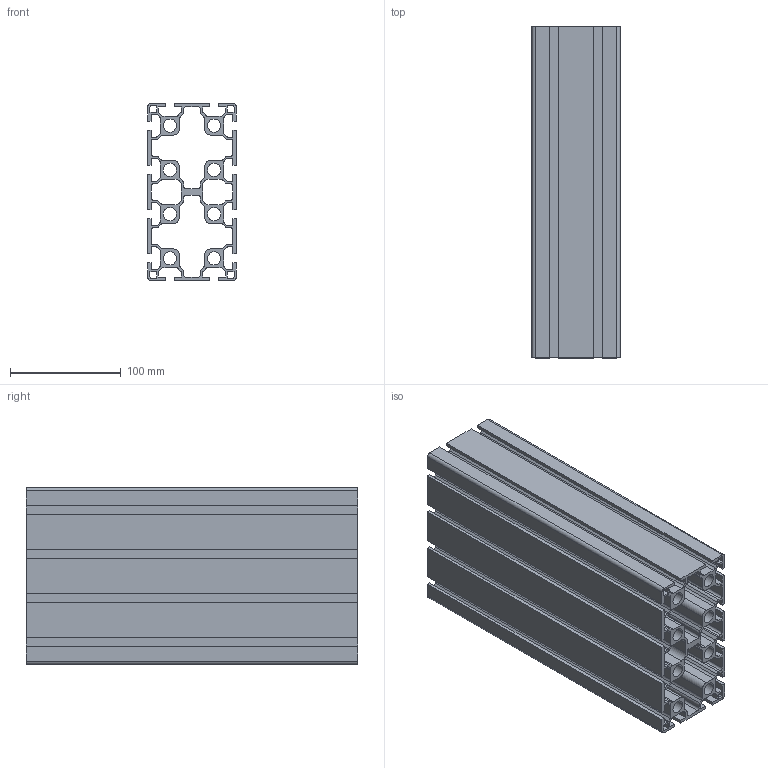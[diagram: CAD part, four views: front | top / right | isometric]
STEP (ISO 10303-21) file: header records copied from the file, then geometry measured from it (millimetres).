
FILE_DESCRIPTION (( 'STEP AP214' ), '1' );
FILE_NAME ('1727980792135.step', '2024-10-03T18:39:55', ( 'Windows User' ), ( '' ), 'SwSTEP 2.0', 'SolidWorks 2011', '' );
FILE_SCHEMA (( 'AUTOMOTIVE_DESIGN' ));
Length unit declared in the file: millimetre
Products named in the file (2): 1.11.080160.124Lx300.00(1); 1727980792135
Assembly tree (1 placements, depth 2):
  1727980792135
    1.11.080160.124Lx300.00(1)
Bounding box: 80 x 300 x 160 mm (x, y, z)
Volume: 927860.8 mm3; surface area: 634163.5 mm2
Topology: 1 solids, 1 shells, 364 faces, 1086 edges, 724 vertices
Faces by surface type: plane 214, cylinder 150
Entity records: 12400 total; most frequent: CARTESIAN_POINT 2178, ORIENTED_EDGE 2172, DIRECTION 2122, EDGE_CURVE 1086, LINE 786, VECTOR 786, VERTEX_POINT 724, AXIS2_PLACEMENT_3D 668
